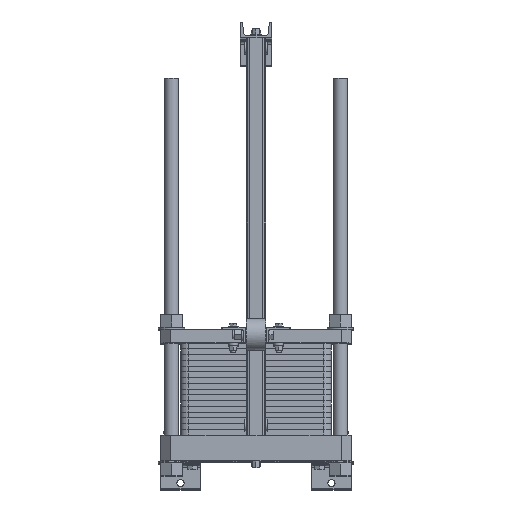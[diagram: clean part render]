
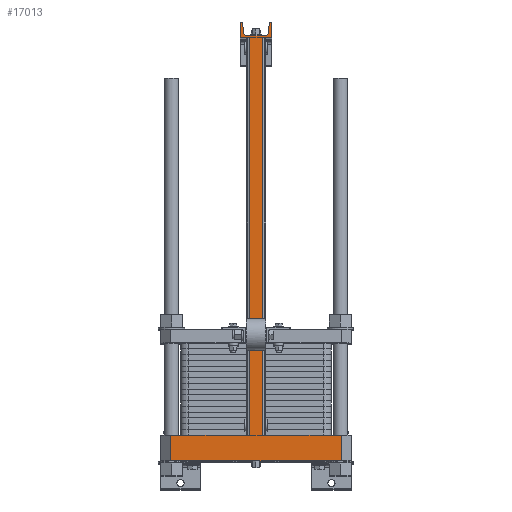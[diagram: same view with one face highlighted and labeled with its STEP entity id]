
A CAD part, top view. The second image highlights one B-rep face of the part: STEP entity #17013.
In plain terms, the highlighted planar face has unit normal (0, 0, 1).
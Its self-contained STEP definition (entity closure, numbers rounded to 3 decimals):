
#1652=LINE('',#25432,#3510);
#1666=LINE('',#25562,#3524);
#1667=LINE('',#25564,#3525);
#1668=LINE('',#25566,#3526);
#1669=LINE('',#25568,#3527);
#1670=LINE('',#25570,#3528);
#1671=LINE('',#25572,#3529);
#1672=LINE('',#25574,#3530);
#1673=LINE('',#25576,#3531);
#1674=LINE('',#25578,#3532);
#1675=LINE('',#25582,#3533);
#1676=LINE('',#25586,#3534);
#1677=LINE('',#25590,#3535);
#1678=LINE('',#25594,#3536);
#1679=LINE('',#25596,#3537);
#1680=LINE('',#25597,#3538);
#3510=VECTOR('',#19846,1.);
#3524=VECTOR('',#19934,10.);
#3525=VECTOR('',#19935,10.);
#3526=VECTOR('',#19936,10.);
#3527=VECTOR('',#19937,10.);
#3528=VECTOR('',#19938,10.);
#3529=VECTOR('',#19939,10.);
#3530=VECTOR('',#19940,10.);
#3531=VECTOR('',#19941,10.);
#3532=VECTOR('',#19942,10.);
#3533=VECTOR('',#19945,10.);
#3534=VECTOR('',#19948,10.);
#3535=VECTOR('',#19951,10.);
#3536=VECTOR('',#19954,10.);
#3537=VECTOR('',#19955,10.);
#3538=VECTOR('',#19956,10.);
#5344=PLANE('',#17979);
#6334=FACE_OUTER_BOUND('',#7237,.T.);
#7237=EDGE_LOOP('',(#12915,#12916,#12917,#12918,#12919,#12920,#12921,#12922,
#12923,#12924,#12925,#12926,#12927,#12928,#12929,#12930,#12931,#12932,#12933,
#12934));
#8441=CIRCLE('',#17980,4.);
#8442=CIRCLE('',#17981,8.);
#8443=CIRCLE('',#17982,8.);
#8444=CIRCLE('',#17983,4.);
#9347=VERTEX_POINT('',#25429);
#9348=VERTEX_POINT('',#25431);
#9379=VERTEX_POINT('',#25561);
#9380=VERTEX_POINT('',#25563);
#9381=VERTEX_POINT('',#25565);
#9382=VERTEX_POINT('',#25567);
#9383=VERTEX_POINT('',#25569);
#9384=VERTEX_POINT('',#25571);
#9385=VERTEX_POINT('',#25573);
#9386=VERTEX_POINT('',#25575);
#9387=VERTEX_POINT('',#25577);
#9388=VERTEX_POINT('',#25579);
#9389=VERTEX_POINT('',#25581);
#9390=VERTEX_POINT('',#25583);
#9391=VERTEX_POINT('',#25585);
#9392=VERTEX_POINT('',#25587);
#9393=VERTEX_POINT('',#25589);
#9394=VERTEX_POINT('',#25591);
#9395=VERTEX_POINT('',#25593);
#9396=VERTEX_POINT('',#25595);
#10775=EDGE_CURVE('',#9348,#9347,#1652,.T.);
#10815=EDGE_CURVE('',#9347,#9379,#1666,.T.);
#10816=EDGE_CURVE('',#9379,#9380,#1667,.T.);
#10817=EDGE_CURVE('',#9381,#9380,#1668,.T.);
#10818=EDGE_CURVE('',#9382,#9381,#1669,.T.);
#10819=EDGE_CURVE('',#9382,#9383,#1670,.T.);
#10820=EDGE_CURVE('',#9383,#9384,#1671,.T.);
#10821=EDGE_CURVE('',#9384,#9385,#1672,.T.);
#10822=EDGE_CURVE('',#9385,#9386,#1673,.T.);
#10823=EDGE_CURVE('',#9386,#9387,#1674,.T.);
#10824=EDGE_CURVE('',#9387,#9388,#8441,.T.);
#10825=EDGE_CURVE('',#9388,#9389,#1675,.T.);
#10826=EDGE_CURVE('',#9389,#9390,#8442,.T.);
#10827=EDGE_CURVE('',#9390,#9391,#1676,.T.);
#10828=EDGE_CURVE('',#9391,#9392,#8443,.T.);
#10829=EDGE_CURVE('',#9392,#9393,#1677,.T.);
#10830=EDGE_CURVE('',#9393,#9394,#8444,.T.);
#10831=EDGE_CURVE('',#9394,#9395,#1678,.T.);
#10832=EDGE_CURVE('',#9395,#9396,#1679,.T.);
#10833=EDGE_CURVE('',#9396,#9348,#1680,.T.);
#12915=ORIENTED_EDGE('',*,*,#10775,.T.);
#12916=ORIENTED_EDGE('',*,*,#10815,.T.);
#12917=ORIENTED_EDGE('',*,*,#10816,.T.);
#12918=ORIENTED_EDGE('',*,*,#10817,.F.);
#12919=ORIENTED_EDGE('',*,*,#10818,.F.);
#12920=ORIENTED_EDGE('',*,*,#10819,.T.);
#12921=ORIENTED_EDGE('',*,*,#10820,.T.);
#12922=ORIENTED_EDGE('',*,*,#10821,.T.);
#12923=ORIENTED_EDGE('',*,*,#10822,.T.);
#12924=ORIENTED_EDGE('',*,*,#10823,.T.);
#12925=ORIENTED_EDGE('',*,*,#10824,.T.);
#12926=ORIENTED_EDGE('',*,*,#10825,.T.);
#12927=ORIENTED_EDGE('',*,*,#10826,.T.);
#12928=ORIENTED_EDGE('',*,*,#10827,.T.);
#12929=ORIENTED_EDGE('',*,*,#10828,.T.);
#12930=ORIENTED_EDGE('',*,*,#10829,.T.);
#12931=ORIENTED_EDGE('',*,*,#10830,.T.);
#12932=ORIENTED_EDGE('',*,*,#10831,.T.);
#12933=ORIENTED_EDGE('',*,*,#10832,.T.);
#12934=ORIENTED_EDGE('',*,*,#10833,.T.);
#17013=ADVANCED_FACE('',(#6334),#5344,.T.);
#17979=AXIS2_PLACEMENT_3D('',#25560,#19932,#19933);
#17980=AXIS2_PLACEMENT_3D('',#25580,#19943,#19944);
#17981=AXIS2_PLACEMENT_3D('',#25584,#19946,#19947);
#17982=AXIS2_PLACEMENT_3D('',#25588,#19949,#19950);
#17983=AXIS2_PLACEMENT_3D('',#25592,#19952,#19953);
#19846=DIRECTION('',(0.,-1.,0.));
#19932=DIRECTION('center_axis',(0.,0.,
1.));
#19933=DIRECTION('ref_axis',(-1.,0.,0.));
#19934=DIRECTION('',(-1.,0.,0.));
#19935=DIRECTION('',(0.,-1.,0.));
#19936=DIRECTION('',(-1.,0.,0.));
#19937=DIRECTION('',(0.,-1.,0.));
#19938=DIRECTION('',(-1.,0.,0.));
#19939=DIRECTION('',(0.,1.,0.));
#19940=DIRECTION('',(1.,0.,0.));
#19941=DIRECTION('',(0.,1.,0.));
#19942=DIRECTION('',(-1.,0.,0.));
#19943=DIRECTION('center_axis',(0.,0.,1.));
#19944=DIRECTION('ref_axis',(0.,1.,0.));
#19945=DIRECTION('',(-0.091,-0.996,0.));
#19946=DIRECTION('center_axis',(0.,0.,-1.));
#19947=DIRECTION('ref_axis',(0.,1.,0.));
#19948=DIRECTION('',(-1.,0.,0.));
#19949=DIRECTION('center_axis',(0.,0.,-1.));
#19950=DIRECTION('ref_axis',(0.996,0.091,0.));
#19951=DIRECTION('',(-0.091,0.996,0.));
#19952=DIRECTION('center_axis',(0.,0.,1.));
#19953=DIRECTION('ref_axis',(0.996,0.091,0.));
#19954=DIRECTION('',(-1.,0.,0.));
#19955=DIRECTION('',(0.,-1.,0.));
#19956=DIRECTION('',(1.,0.,0.));
#25429=CARTESIAN_POINT('',(-16.2,0.,1754.));
#25431=CARTESIAN_POINT('',(-16.2,1000.,1754.));
#25432=CARTESIAN_POINT('',(-16.2,761.,1754.));
#25560=CARTESIAN_POINT('Origin',(215.,0.,1754.));
#25561=CARTESIAN_POINT('',(-215.,0.,1754.));
#25562=CARTESIAN_POINT('',(215.,0.,1754.));
#25563=CARTESIAN_POINT('',(-215.,-65.,1754.));
#25564=CARTESIAN_POINT('',(-215.,0.,1754.));
#25565=CARTESIAN_POINT('',(215.,-65.,1754.));
#25566=CARTESIAN_POINT('',(215.,-65.,1754.));
#25567=CARTESIAN_POINT('',(215.,0.,1754.));
#25568=CARTESIAN_POINT('',(215.,0.,1754.));
#25569=CARTESIAN_POINT('',(16.2,0.,1754.));
#25570=CARTESIAN_POINT('',(215.,0.,1754.));
#25571=CARTESIAN_POINT('',(16.2,1000.,1754.));
#25572=CARTESIAN_POINT('',(16.2,0.,1754.));
#25573=CARTESIAN_POINT('',(40.,1000.,1754.));
#25574=CARTESIAN_POINT('',(-40.,1000.,1754.));
#25575=CARTESIAN_POINT('',(40.,1040.,1754.));
#25576=CARTESIAN_POINT('',(40.,1000.,1754.));
#25577=CARTESIAN_POINT('',(37.45,1040.,1754.));
#25578=CARTESIAN_POINT('',(40.,1040.,1754.));
#25579=CARTESIAN_POINT('',(33.466,1036.366,1754.));
#25580=CARTESIAN_POINT('Origin',(37.45,1036.,1754.));
#25581=CARTESIAN_POINT('',(31.347,1013.269,1754.));
#25582=CARTESIAN_POINT('',(33.466,1036.366,1754.));
#25583=CARTESIAN_POINT('',(23.381,1006.,1754.));
#25584=CARTESIAN_POINT('Origin',(23.381,1014.,1754.));
#25585=CARTESIAN_POINT('',(-23.381,1006.,1754.));
#25586=CARTESIAN_POINT('',(23.381,1006.,1754.));
#25587=CARTESIAN_POINT('',(-31.347,1013.269,1754.));
#25588=CARTESIAN_POINT('Origin',(-23.381,1014.,1754.));
#25589=CARTESIAN_POINT('',(-33.466,1036.366,1754.));
#25590=CARTESIAN_POINT('',(-31.347,1013.269,1754.));
#25591=CARTESIAN_POINT('',(-37.45,1040.,1754.));
#25592=CARTESIAN_POINT('Origin',(-37.45,1036.,1754.));
#25593=CARTESIAN_POINT('',(-40.,1040.,1754.));
#25594=CARTESIAN_POINT('',(-37.45,1040.,1754.));
#25595=CARTESIAN_POINT('',(-40.,1000.,1754.));
#25596=CARTESIAN_POINT('',(-40.,1040.,1754.));
#25597=CARTESIAN_POINT('',(-40.,1000.,1754.));
